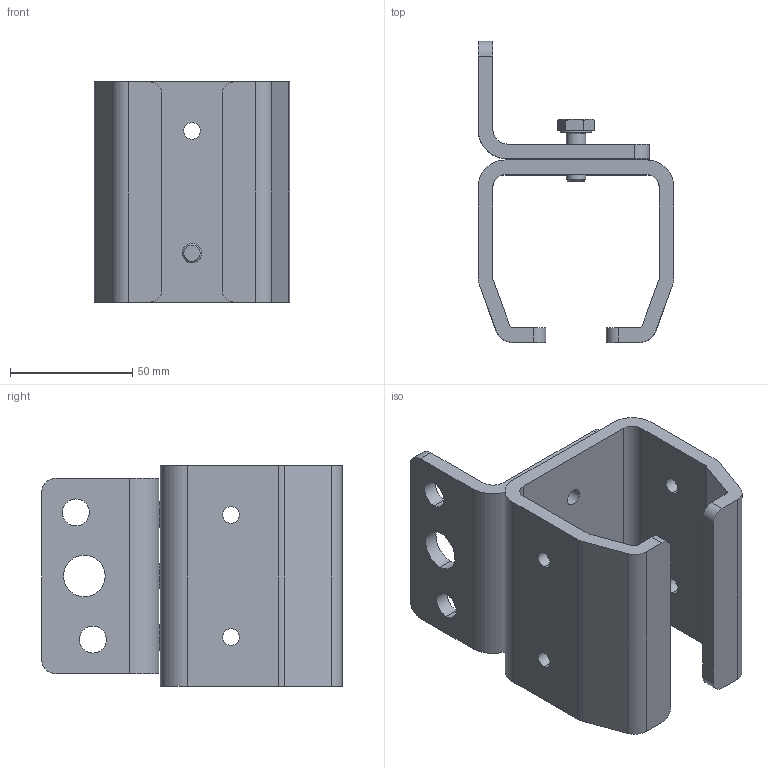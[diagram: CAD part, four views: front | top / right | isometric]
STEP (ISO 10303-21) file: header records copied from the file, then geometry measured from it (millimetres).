
FILE_DESCRIPTION (( 'STEP AP214' ), '1' );
FILE_NAME ('25.B01.STEP', '2018-09-04T11:27:18', ( '' ), ( '' ), 'SwSTEP 2.0', 'SolidWorks 2018', '' );
FILE_SCHEMA (( 'AUTOMOTIVE_DESIGN' ));
Length unit declared in the file: millimetre
Products named in the file (4): hex screw gradeab_din_DIN EN 24017 - M8 x 20-N; 2.25.B01.01P; 2.25.B00.04T; 25.B01
Assembly tree (3 placements, depth 2):
  25.B01
    2.25.B00.04T
    2.25.B01.01P
    hex screw gradeab_din_DIN EN 24017 - M8 x 20-N
Bounding box: 80 x 123 x 90 mm (x, y, z)
Volume: 177071.7 mm3; surface area: 67660 mm2
Topology: 3 solids, 3 shells, 396 faces, 1041 edges, 689 vertices
Faces by surface type: plane 288, cylinder 86, cone 14, sphere 6, torus 2
Entity records: 12445 total; most frequent: CARTESIAN_POINT 2200, ORIENTED_EDGE 2082, DIRECTION 2045, EDGE_CURVE 1041, LINE 817, VECTOR 817, VERTEX_POINT 689, AXIS2_PLACEMENT_3D 614
